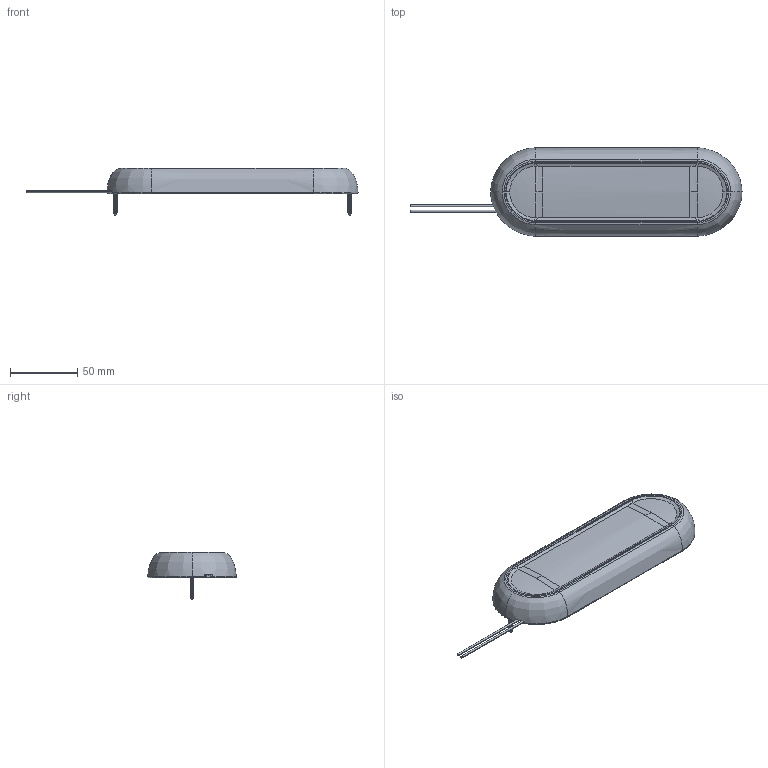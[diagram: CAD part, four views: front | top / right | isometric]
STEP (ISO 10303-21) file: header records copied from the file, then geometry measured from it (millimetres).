
FILE_DESCRIPTION((''),'2;1');
FILE_NAME('9103-001_ASM_ASM','2022-09-27T',('Administrator'),(''),'CREO PARAMETRIC BY PTC INC, 2015380','CREO PARAMETRIC BY PTC INC, 2015380','');
FILE_SCHEMA(('AUTOMOTIVE_DESIGN { 1 0 10303 214 1 1 1 1 }'));
Length unit declared in the file: millimetre
Products named in the file (12): P-9103-0001_11; P-9103-0003_2; P-9103-0004_3; F-9103-0001_ASM_6_ASM; P-9103-0002-_2; P-GM-M3X5-5_1; P-9103-0006_2; P-GM-ST3X20_5; W-9103-0001_2; W-9103-0002_2; A-9103-0001_ASM_3_ASM; 9103-001_ASM_ASM
Assembly tree (13 placements, depth 4):
  9103-001_ASM_ASM
    A-9103-0001_ASM_3_ASM
      P-9103-0001_11
      F-9103-0001_ASM_6_ASM
        P-9103-0003_2
        P-9103-0004_3
      P-9103-0002-_2
      P-GM-M3X5-5_1  x2
      P-9103-0006_2
      P-GM-ST3X20_5  x2
      W-9103-0001_2
      W-9103-0002_2
Bounding box: 246.16 x 65.54 x 35.53 mm (x, y, z)
Volume: 95798 mm3; surface area: 107001.3 mm2
Topology: 11 solids, 11 shells, 1639 faces, 4166 edges, 2610 vertices
Faces by surface type: plane 546, cone 419, cylinder 316, bspline 184, extrusion 114, torus 53, sphere 6, revolution 1
Entity records: 63741 total; most frequent: CARTESIAN_POINT 23147, ORIENTED_EDGE 6956, DIRECTION 5672, EDGE_CURVE 3478, PRESENTATION_STYLE_ASSIGNMENT 2884, STYLED_ITEM 2842, CURVE_STYLE 2835, VERTEX_POINT 2229
